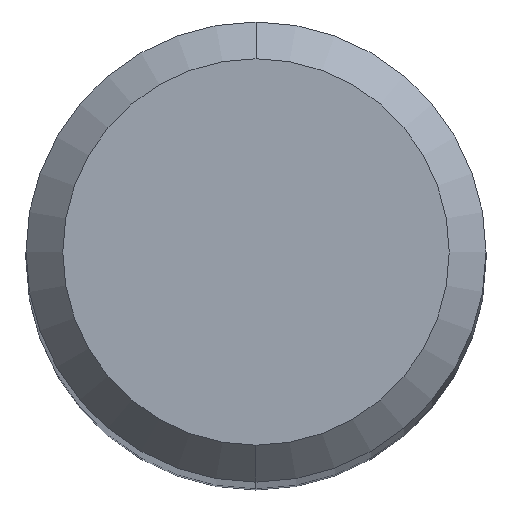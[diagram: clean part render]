
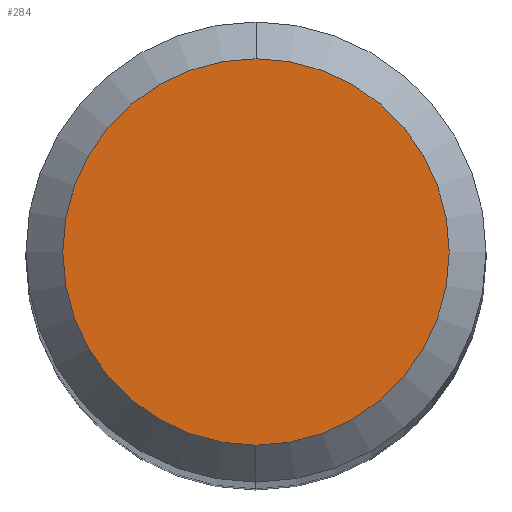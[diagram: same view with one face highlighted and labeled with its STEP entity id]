
A CAD part, top view. The second image highlights one B-rep face of the part: STEP entity #284.
In plain terms, the highlighted planar face has unit normal (0, 0, 1).
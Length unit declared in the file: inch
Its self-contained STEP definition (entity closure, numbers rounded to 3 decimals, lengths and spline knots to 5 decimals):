
#22 = EDGE_LOOP ( 'NONE', ( #105, #93 ) ) ;
#24 = VERTEX_POINT ( 'NONE', #27 ) ;
#27 = CARTESIAN_POINT ( 'NONE',  ( 0., 0.105, 0. ) ) ;
#54 = FACE_OUTER_BOUND ( 'NONE', #22, .T. ) ;
#63 = EDGE_CURVE ( 'NONE', #64, #24, #262, .T. ) ;
#64 = VERTEX_POINT ( 'NONE', #382 ) ;
#78 = PLANE ( 'NONE',  #319 ) ;
#93 = ORIENTED_EDGE ( 'NONE', *, *, #63, .T. ) ;
#105 = ORIENTED_EDGE ( 'NONE', *, *, #338, .T. ) ;
#118 = DIRECTION ( 'NONE',  ( 0., 0., 1. ) ) ;
#128 = DIRECTION ( 'NONE',  ( 0., 0., 1. ) ) ;
#142 = AXIS2_PLACEMENT_3D ( 'NONE', #245, #128, #250 ) ;
#176 = CARTESIAN_POINT ( 'NONE',  ( 0., 0., 0. ) ) ;
#206 = CARTESIAN_POINT ( 'NONE',  ( 0., 0.105, 0. ) ) ;
#245 = CARTESIAN_POINT ( 'NONE',  ( 0., 0., 0. ) ) ;
#250 = DIRECTION ( 'NONE',  ( 0., -1., 0. ) ) ;
#262 = CIRCLE ( 'NONE', #142, 0.105 ) ;
#272 = AXIS2_PLACEMENT_3D ( 'NONE', #176, #118, #408 ) ;
#284 = ADVANCED_FACE ( 'NONE', ( #54 ), #78, .F. ) ;
#308 = DIRECTION ( 'NONE',  ( 0., 0., -1. ) ) ;
#319 = AXIS2_PLACEMENT_3D ( 'NONE', #206, #308, #335 ) ;
#335 = DIRECTION ( 'NONE',  ( 0., 1., 0. ) ) ;
#338 = EDGE_CURVE ( 'NONE', #24, #64, #380, .T. ) ;
#380 = CIRCLE ( 'NONE', #272, 0.105 ) ;
#382 = CARTESIAN_POINT ( 'NONE',  ( 0., -0.105, 0. ) ) ;
#408 = DIRECTION ( 'NONE',  ( 0., -1., 0. ) ) ;
